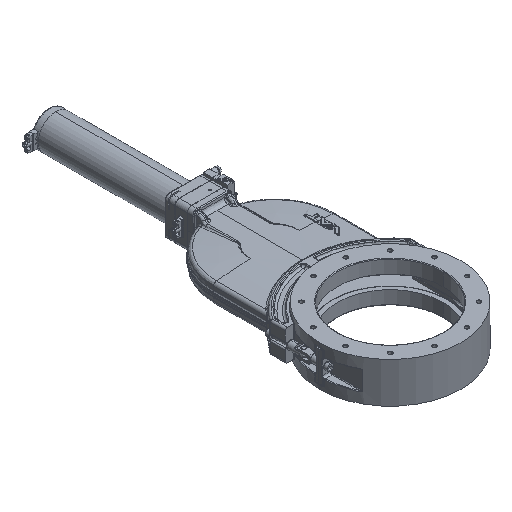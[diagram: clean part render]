
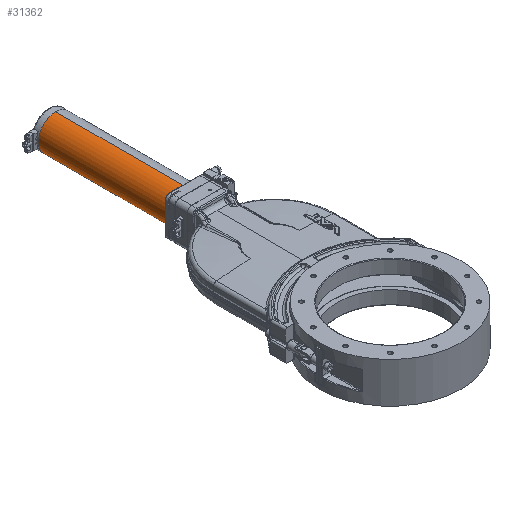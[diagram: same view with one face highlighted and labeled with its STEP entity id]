
A CAD part, isometric view. The second image highlights one B-rep face of the part: STEP entity #31362.
In plain terms, the highlighted cylindrical face has radius 43 mm (diameter 86 mm), a partial arc.
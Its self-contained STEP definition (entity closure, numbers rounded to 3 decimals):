
#1103 = ORIENTED_EDGE ( 'NONE', *, *, #42586, .F. ) ;
#2517 = EDGE_CURVE ( 'NONE', #23215, #64689, #10249, .T. ) ;
#5122 = CARTESIAN_POINT ( 'NONE',  ( 0., 483., -43. ) ) ;
#5445 = VECTOR ( 'NONE', #11358, 1000. ) ;
#5473 = CARTESIAN_POINT ( 'NONE',  ( 0., 490.392, 43. ) ) ;
#7817 = CIRCLE ( 'NONE', #21415, 43. ) ;
#8410 = DIRECTION ( 'NONE',  ( 0., 0., -1. ) ) ;
#10249 = CIRCLE ( 'NONE', #48513, 43. ) ;
#10645 = ORIENTED_EDGE ( 'NONE', *, *, #23260, .T. ) ;
#11275 = CARTESIAN_POINT ( 'NONE',  ( 0., 826., -43. ) ) ;
#11358 = DIRECTION ( 'NONE',  ( 0., -1., 0. ) ) ;
#11612 = ORIENTED_EDGE ( 'NONE', *, *, #2517, .T. ) ;
#12523 = VECTOR ( 'NONE', #73084, 1000. ) ;
#17224 = FACE_OUTER_BOUND ( 'NONE', #27431, .T. ) ;
#18410 = CARTESIAN_POINT ( 'NONE',  ( 0., 826., 0. ) ) ;
#20671 = DIRECTION ( 'NONE',  ( 0., -1., 0. ) ) ;
#20892 = ORIENTED_EDGE ( 'NONE', *, *, #49300, .T. ) ;
#21415 = AXIS2_PLACEMENT_3D ( 'NONE', #18410, #61701, #24664 ) ;
#23215 = VERTEX_POINT ( 'NONE', #48183 ) ;
#23260 = EDGE_CURVE ( 'NONE', #40452, #23215, #78000, .T. ) ;
#24434 = CARTESIAN_POINT ( 'NONE',  ( 0., 483., 43. ) ) ;
#24664 = DIRECTION ( 'NONE',  ( 0., 0., -1. ) ) ;
#25760 = DIRECTION ( 'NONE',  ( 0., 1., 0. ) ) ;
#27431 = EDGE_LOOP ( 'NONE', ( #1103, #20892, #10645, #11612 ) ) ;
#30225 = AXIS2_PLACEMENT_3D ( 'NONE', #45541, #20671, #8410 ) ;
#31362 = ADVANCED_FACE ( 'NONE', ( #17224 ), #75253, .T. ) ;
#33455 = CARTESIAN_POINT ( 'NONE',  ( 0., 826., 43. ) ) ;
#40452 = VERTEX_POINT ( 'NONE', #11275 ) ;
#42586 = EDGE_CURVE ( 'NONE', #44417, #64689, #78301, .T. ) ;
#44417 = VERTEX_POINT ( 'NONE', #33455 ) ;
#45541 = CARTESIAN_POINT ( 'NONE',  ( 0., 483., 0. ) ) ;
#48183 = CARTESIAN_POINT ( 'NONE',  ( 0., 490.392, -43. ) ) ;
#48513 = AXIS2_PLACEMENT_3D ( 'NONE', #62784, #25760, #69019 ) ;
#49300 = EDGE_CURVE ( 'NONE', #44417, #40452, #7817, .T. ) ;
#61701 = DIRECTION ( 'NONE',  ( 0., -1., 0. ) ) ;
#62784 = CARTESIAN_POINT ( 'NONE',  ( 0., 490.392, 0. ) ) ;
#64689 = VERTEX_POINT ( 'NONE', #5473 ) ;
#69019 = DIRECTION ( 'NONE',  ( 0., 0., -1. ) ) ;
#73084 = DIRECTION ( 'NONE',  ( 0., -1., 0. ) ) ;
#75253 = CYLINDRICAL_SURFACE ( 'NONE', #30225, 43. ) ;
#78000 = LINE ( 'NONE', #5122, #5445 ) ;
#78301 = LINE ( 'NONE', #24434, #12523 ) ;
